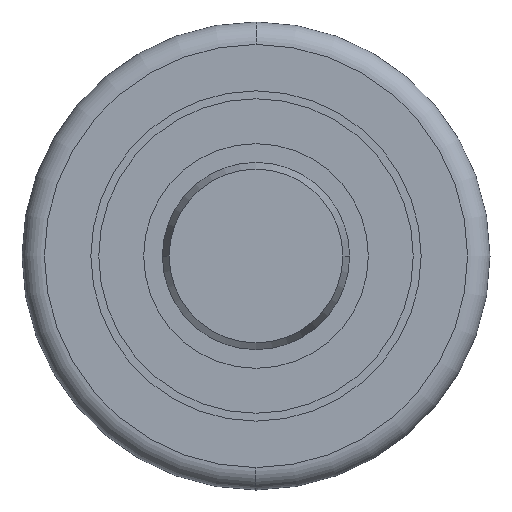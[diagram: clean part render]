
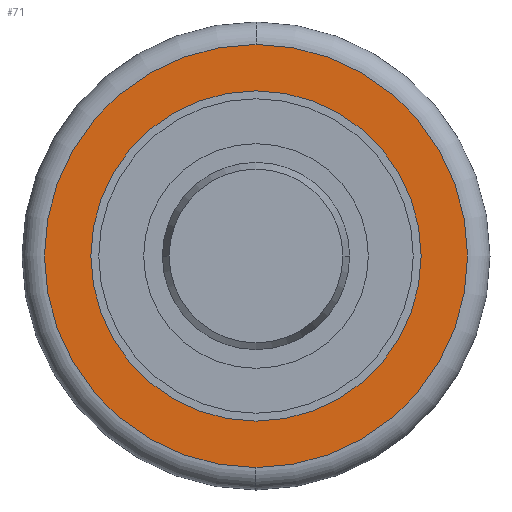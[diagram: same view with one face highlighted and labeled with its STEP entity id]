
A CAD part, left-side view. The second image highlights one B-rep face of the part: STEP entity #71.
In plain terms, the highlighted planar face has unit normal (-1, 0, 0).
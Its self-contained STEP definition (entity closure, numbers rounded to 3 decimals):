
#71=ADVANCED_FACE('',(#136,#137),#138,.T.);
#136=FACE_BOUND('',#216,.T.);
#137=FACE_OUTER_BOUND('',#217,.T.);
#138=PLANE('',#218);
#216=EDGE_LOOP('',(#442,#443));
#217=EDGE_LOOP('',(#444,#445,#446));
#218=AXIS2_PLACEMENT_3D('',#447,#448,#449);
#442=ORIENTED_EDGE('',*,*,#604,.T.);
#443=ORIENTED_EDGE('',*,*,#570,.T.);
#444=ORIENTED_EDGE('',*,*,#547,.T.);
#445=ORIENTED_EDGE('',*,*,#609,.T.);
#446=ORIENTED_EDGE('',*,*,#548,.T.);
#447=CARTESIAN_POINT('',(8.0,14.125,0.));
#448=DIRECTION('',(-1.0,0.0,0.));
#449=DIRECTION('',(0.0,1.0,0.0));
#547=EDGE_CURVE('',#652,#650,#653,.T.);
#548=EDGE_CURVE('',#644,#652,#654,.T.);
#570=EDGE_CURVE('',#689,#693,#695,.T.);
#604=EDGE_CURVE('',#693,#689,#751,.T.);
#609=EDGE_CURVE('',#650,#644,#756,.T.);
#644=VERTEX_POINT('',#797);
#650=VERTEX_POINT('',#803);
#652=VERTEX_POINT('',#805);
#653=CIRCLE('',#806,28.25);
#654=CIRCLE('',#807,28.25);
#689=VERTEX_POINT('',#848);
#693=VERTEX_POINT('',#853);
#695=CIRCLE('',#856,22.05);
#751=CIRCLE('',#1099,22.05);
#756=CIRCLE('',#1104,28.25);
#797=CARTESIAN_POINT('',(8.0,0.,28.25));
#803=CARTESIAN_POINT('',(8.0,0.,-28.25));
#805=CARTESIAN_POINT('',(8.0,28.25,0.));
#806=AXIS2_PLACEMENT_3D('',#1150,#1151,#1152);
#807=AXIS2_PLACEMENT_3D('',#1153,#1154,#1155);
#848=CARTESIAN_POINT('',(8.0,0.,-22.05));
#853=CARTESIAN_POINT('',(8.0,0.,22.05));
#856=AXIS2_PLACEMENT_3D('',#1203,#1204,#1205);
#1099=AXIS2_PLACEMENT_3D('',#1243,#1244,#1245);
#1104=AXIS2_PLACEMENT_3D('',#1258,#1259,#1260);
#1150=CARTESIAN_POINT('',(8.0,0.0,0.));
#1151=DIRECTION('',(-1.0,0.0,0.));
#1152=DIRECTION('',(0.0,1.0,0.0));
#1153=CARTESIAN_POINT('',(8.0,0.0,0.));
#1154=DIRECTION('',(-1.0,0.0,0.));
#1155=DIRECTION('',(0.0,1.0,0.0));
#1203=CARTESIAN_POINT('',(8.0,0.0,0.0));
#1204=DIRECTION('',(1.0,0.0,0.));
#1205=DIRECTION('',(0.,0.0,-1.0));
#1243=CARTESIAN_POINT('',(8.0,0.0,0.0));
#1244=DIRECTION('',(1.0,0.0,0.));
#1245=DIRECTION('',(0.,0.0,-1.0));
#1258=CARTESIAN_POINT('',(8.0,0.0,0.));
#1259=DIRECTION('',(-1.0,0.0,0.));
#1260=DIRECTION('',(0.0,1.0,0.0));
